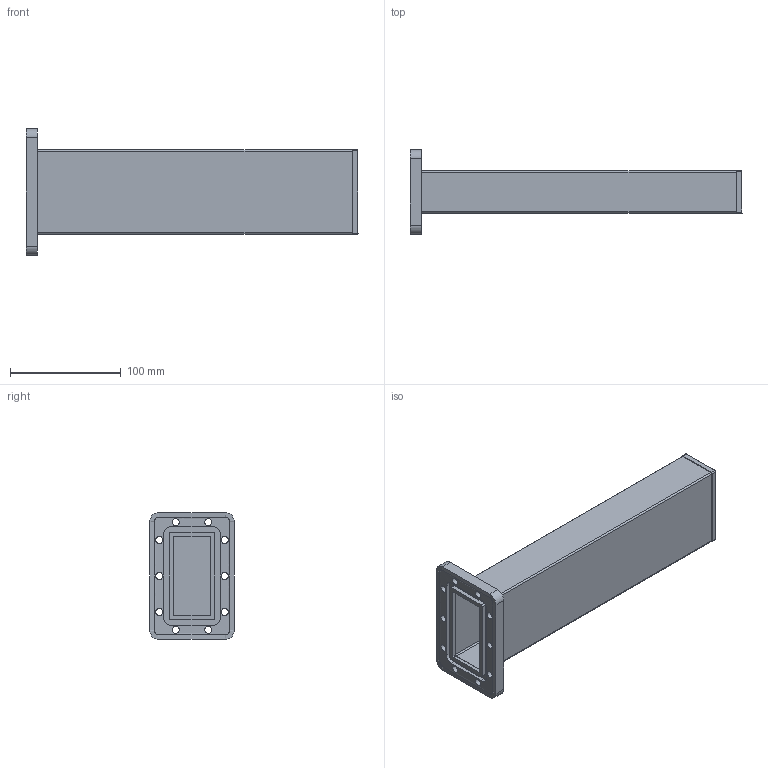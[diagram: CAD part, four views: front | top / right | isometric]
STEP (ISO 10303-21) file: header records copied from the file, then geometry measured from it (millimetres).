
FILE_DESCRIPTION (( 'STEP AP214' ), '1' );
FILE_NAME ('006510.STEP', '2020-11-20T15:16:03', ( '' ), ( '' ), 'SwSTEP 2.0', 'SolidWorks 2019', '' );
FILE_SCHEMA (( 'AUTOMOTIVE_DESIGN' ));
Length unit declared in the file: millimetre
Products named in the file (1): 006510
Bounding box: 300 x 76.2 x 114.3 mm (x, y, z)
Surface area: 153844.5 mm2 (no closed solid volume)
Topology: 0 solids, 8 shells, 109 faces, 297 edges, 199 vertices
Faces by surface type: plane 47, cylinder 46, cone 16
Full cylindrical faces by diameter (mm): 6.35 x10
Entity records: 3964 total; most frequent: CARTESIAN_POINT 1217, DIRECTION 559, ORIENTED_EDGE 499, EDGE_CURVE 287, VERTEX_POINT 199, AXIS2_PLACEMENT_3D 194, VECTOR 171, LINE 171
